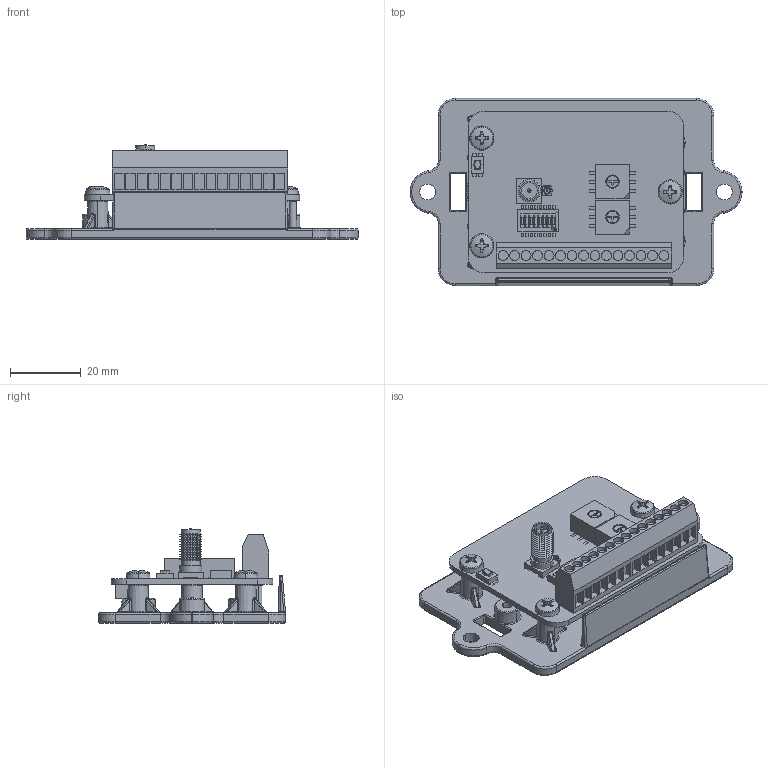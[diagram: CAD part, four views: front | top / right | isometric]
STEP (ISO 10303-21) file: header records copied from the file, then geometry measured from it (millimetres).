
FILE_DESCRIPTION((''),'2;1');
FILE_NAME('162063_SW','2011-12-14T',('banengservice'),('BANNER ENGINEERING'),'PRO/ENGINEER BY PARAMETRIC TECHNOLOGY CORPORATION, 2009141','PRO/ENGINEER BY PARAMETRIC TECHNOLOGY CORPORATION, 2009141','');
FILE_SCHEMA(('CONFIG_CONTROL_DESIGN'));
Length unit declared in the file: inch
Products named in the file (1): 162063_SW
Bounding box: 94 x 53 x 26.8 mm (x, y, z)
Volume: 24405.8 mm3; surface area: 20854 mm2
Topology: 1 solids, 1 shells, 1232 faces, 3141 edges, 1956 vertices
Faces by surface type: plane 712, cylinder 200, bspline 100, cone 97, torus 96, sphere 27
Entity records: 44234 total; most frequent: CARTESIAN_POINT 14594, ORIENTED_EDGE 6278, DIRECTION 5937, EDGE_CURVE 3139, VECTOR 2081, LINE 2081, VERTEX_POINT 1956, AXIS2_PLACEMENT_3D 1928
